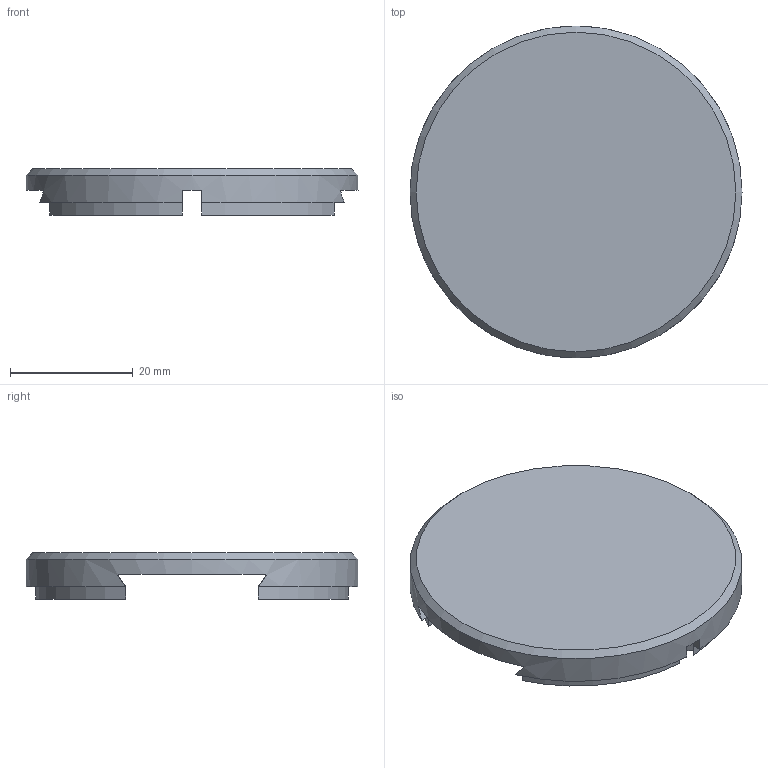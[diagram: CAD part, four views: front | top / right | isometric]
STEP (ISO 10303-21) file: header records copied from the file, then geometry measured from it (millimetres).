
FILE_DESCRIPTION(('HOOPS Exchange Step'),'2;1');
FILE_NAME('temp_export','2023-06-13T19:31:59-04:00',('gmoua'),('Shapr3D Limited'),'HOOPS Exchange 2022.2','Shapr3D','Authorized');
FILE_SCHEMA( ('AUTOMOTIVE_DESIGN { 1 0 10303 214 1 1 1 1 }') );
Length unit declared in the file: millimetre
Products named in the file (1): 52mm Lens Cap
Bounding box: 54 x 54 x 7.5 mm (x, y, z)
Volume: 9500.6 mm3; surface area: 6015.1 mm2
Topology: 1 solids, 1 shells, 60 faces, 175 edges, 117 vertices
Faces by surface type: plane 46, cylinder 9, torus 4, cone 1
Full cylindrical faces by diameter (mm): 54 x1
Entity records: 2214 total; most frequent: CARTESIAN_POINT 563, ORIENTED_EDGE 350, DIRECTION 342, EDGE_CURVE 175, AXIS2_PLACEMENT_3D 118, VERTEX_POINT 117, VECTOR 106, LINE 106
